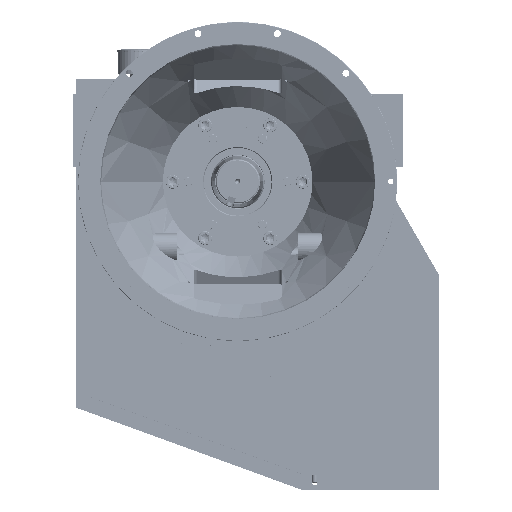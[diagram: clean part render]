
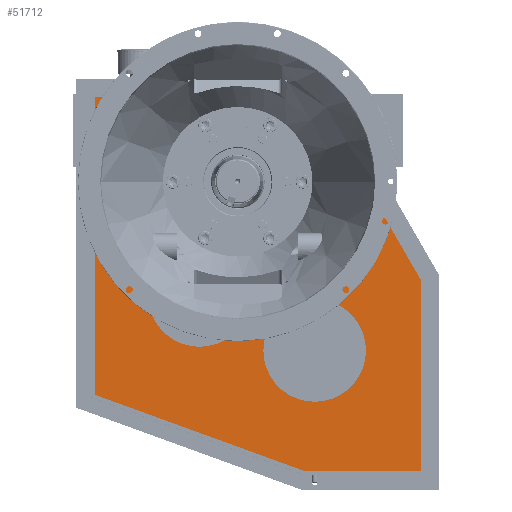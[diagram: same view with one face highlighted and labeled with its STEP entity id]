
A CAD part, top view. The second image highlights one B-rep face of the part: STEP entity #51712.
In plain terms, the highlighted planar face has unit normal (0, 0, 1).
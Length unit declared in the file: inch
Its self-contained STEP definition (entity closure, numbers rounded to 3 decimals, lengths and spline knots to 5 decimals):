
#4226 = AXIS2_PLACEMENT_3D ( 'NONE', #132307, #48152, #146403 ) ;
#4744 = CIRCLE ( 'NONE', #108652, 3.5 ) ;
#5463 = CIRCLE ( 'NONE', #53846, 5.25 ) ;
#6282 = LINE ( 'NONE', #87221, #34864 ) ;
#6826 = PLANE ( 'NONE',  #155070 ) ;
#10066 = CARTESIAN_POINT ( 'NONE',  ( -0.61959, -8.25, 8.685 ) ) ;
#11430 = VERTEX_POINT ( 'NONE', #51348 ) ;
#12110 = VERTEX_POINT ( 'NONE', #78710 ) ;
#13841 = CIRCLE ( 'NONE', #4226, 3.5 ) ;
#16038 = CIRCLE ( 'NONE', #157770, 5.25 ) ;
#17466 = VERTEX_POINT ( 'NONE', #95160 ) ;
#17973 = VERTEX_POINT ( 'NONE', #31786 ) ;
#18589 = DIRECTION ( 'NONE',  ( 0., 0., 1. ) ) ;
#19331 = ORIENTED_EDGE ( 'NONE', *, *, #168225, .F. ) ;
#19455 = LINE ( 'NONE', #90345, #89649 ) ;
#20876 = AXIS2_PLACEMENT_3D ( 'NONE', #162948, #78712, #177099 ) ;
#21951 = CARTESIAN_POINT ( 'NONE',  ( 7.25, -8.25, 8.685 ) ) ;
#22709 = EDGE_LOOP ( 'NONE', ( #62434, #136493, #95468, #122007, #19331, #79442 ) ) ;
#23839 = VERTEX_POINT ( 'NONE', #162610 ) ;
#24436 = CARTESIAN_POINT ( 'NONE',  ( 7.25, 4.78506, 8.685 ) ) ;
#25481 = VERTEX_POINT ( 'NONE', #101537 ) ;
#26491 = EDGE_CURVE ( 'NONE', #17973, #42126, #166249, .T. ) ;
#26731 = DIRECTION ( 'NONE',  ( 0., 0., -1. ) ) ;
#31786 = CARTESIAN_POINT ( 'NONE',  ( -10.5, 11.5, 8.685 ) ) ;
#34446 = CARTESIAN_POINT ( 'NONE',  ( -9.36231, 8.23635, 8.685 ) ) ;
#34864 = VECTOR ( 'NONE', #144437, 39.37008 ) ;
#35085 = DIRECTION ( 'NONE',  ( -1., 0., 0. ) ) ;
#38175 = EDGE_LOOP ( 'NONE', ( #176658, #134387, #151292, #57731, #113322, #121313, #90422, #47827 ) ) ;
#39331 = EDGE_CURVE ( 'NONE', #137865, #78652, #81829, .T. ) ;
#39845 = FACE_OUTER_BOUND ( 'NONE', #22709, .T. ) ;
#42126 = VERTEX_POINT ( 'NONE', #34446 ) ;
#42133 = CARTESIAN_POINT ( 'NONE',  ( 0., 0., 8.685 ) ) ;
#43135 = EDGE_CURVE ( 'NONE', #110888, #48803, #155389, .T. ) ;
#44189 = FACE_BOUND ( 'NONE', #38175, .T. ) ;
#44647 = VECTOR ( 'NONE', #122466, 39.37008 ) ;
#46102 = ORIENTED_EDGE ( 'NONE', *, *, #110977, .F. ) ;
#47827 = ORIENTED_EDGE ( 'NONE', *, *, #43135, .F. ) ;
#48152 = DIRECTION ( 'NONE',  ( 0., 0., 1. ) ) ;
#48548 = CARTESIAN_POINT ( 'NONE',  ( 0., 0., 8.685 ) ) ;
#48803 = VERTEX_POINT ( 'NONE', #80824 ) ;
#51348 = CARTESIAN_POINT ( 'NONE',  ( -15., 17.25, 8.685 ) ) ;
#51712 = ADVANCED_FACE ( 'NONE', ( #114473, #44189, #39845 ), #6826, .F. ) ;
#51778 = DIRECTION ( 'NONE',  ( 0., 0., 1. ) ) ;
#52333 = DIRECTION ( 'NONE',  ( 1., 0., 0. ) ) ;
#53241 = AXIS2_PLACEMENT_3D ( 'NONE', #160230, #76003, #174368 ) ;
#53846 = AXIS2_PLACEMENT_3D ( 'NONE', #80875, #179278, #95012 ) ;
#54547 = EDGE_CURVE ( 'NONE', #91974, #25481, #16038, .T. ) ;
#56161 = DIRECTION ( 'NONE',  ( -1., 0., 0. ) ) ;
#57368 = CARTESIAN_POINT ( 'NONE',  ( -4.60933, 5.07068, 8.685 ) ) ;
#57731 = ORIENTED_EDGE ( 'NONE', *, *, #179772, .F. ) ;
#61008 = DIRECTION ( 'NONE',  ( 0., 0., 1. ) ) ;
#61458 = EDGE_CURVE ( 'NONE', #48803, #109677, #163624, .T. ) ;
#62434 = ORIENTED_EDGE ( 'NONE', *, *, #83892, .F. ) ;
#62810 = CARTESIAN_POINT ( 'NONE',  ( -5.25, 11.5, 8.685 ) ) ;
#66441 = CARTESIAN_POINT ( 'NONE',  ( 0., 17.25, 8.685 ) ) ;
#67593 = EDGE_CURVE ( 'NONE', #23839, #167200, #81937, .T. ) ;
#69291 = DIRECTION ( 'NONE',  ( -1., 0., 0. ) ) ;
#76003 = DIRECTION ( 'NONE',  ( 0., 0., -1. ) ) ;
#76882 = DIRECTION ( 'NONE',  ( -1., 0., 0. ) ) ;
#78652 = VERTEX_POINT ( 'NONE', #24436 ) ;
#78710 = CARTESIAN_POINT ( 'NONE',  ( 3.5, 0., 8.685 ) ) ;
#78712 = DIRECTION ( 'NONE',  ( 0., 0., 1. ) ) ;
#79442 = ORIENTED_EDGE ( 'NONE', *, *, #39331, .F. ) ;
#80824 = CARTESIAN_POINT ( 'NONE',  ( -4.3486, 3.7451, 8.685 ) ) ;
#80875 = CARTESIAN_POINT ( 'NONE',  ( -5.25, 11.5, 8.685 ) ) ;
#81829 = LINE ( 'NONE', #178686, #114822 ) ;
#81937 = LINE ( 'NONE', #10066, #44647 ) ;
#83371 = CARTESIAN_POINT ( 'NONE',  ( 0., -8.25, 8.685 ) ) ;
#83892 = EDGE_CURVE ( 'NONE', #11430, #137865, #109201, .T. ) ;
#87221 = CARTESIAN_POINT ( 'NONE',  ( -15., 0., 8.685 ) ) ;
#87357 = CARTESIAN_POINT ( 'NONE',  ( -11.3486, 3.7451, 8.685 ) ) ;
#89649 = VECTOR ( 'NONE', #118700, 39.37008 ) ;
#90345 = CARTESIAN_POINT ( 'NONE',  ( 7.25, 0., 8.685 ) ) ;
#90422 = ORIENTED_EDGE ( 'NONE', *, *, #61458, .F. ) ;
#91233 = EDGE_CURVE ( 'NONE', #91756, #23839, #115633, .T. ) ;
#91756 = VERTEX_POINT ( 'NONE', #21951 ) ;
#91946 = VERTEX_POINT ( 'NONE', #152700 ) ;
#91974 = VERTEX_POINT ( 'NONE', #112129 ) ;
#95009 = AXIS2_PLACEMENT_3D ( 'NONE', #102639, #18589, #116806 ) ;
#95012 = DIRECTION ( 'NONE',  ( -1., 0., 0. ) ) ;
#95160 = CARTESIAN_POINT ( 'NONE',  ( -9.63516, 6.75479, 8.685 ) ) ;
#95468 = ORIENTED_EDGE ( 'NONE', *, *, #67593, .F. ) ;
#96461 = AXIS2_PLACEMENT_3D ( 'NONE', #110828, #26731, #124981 ) ;
#96568 = EDGE_CURVE ( 'NONE', #109677, #91974, #131660, .T. ) ;
#97970 = CARTESIAN_POINT ( 'NONE',  ( 0.05337, 17.25, 8.685 ) ) ;
#101537 = CARTESIAN_POINT ( 'NONE',  ( 0., 11.5, 8.685 ) ) ;
#102432 = EDGE_CURVE ( 'NONE', #17466, #110888, #13841, .T. ) ;
#102639 = CARTESIAN_POINT ( 'NONE',  ( -7.8486, 3.7451, 8.685 ) ) ;
#108652 = AXIS2_PLACEMENT_3D ( 'NONE', #42133, #140349, #56161 ) ;
#109201 = LINE ( 'NONE', #66441, #142153 ) ;
#109578 = EDGE_CURVE ( 'NONE', #91946, #12110, #4744, .T. ) ;
#109677 = VERTEX_POINT ( 'NONE', #57368 ) ;
#110828 = CARTESIAN_POINT ( 'NONE',  ( -3.68383, 5.44941, 8.685 ) ) ;
#110888 = VERTEX_POINT ( 'NONE', #87357 ) ;
#110977 = EDGE_CURVE ( 'NONE', #12110, #91946, #160375, .T. ) ;
#112129 = CARTESIAN_POINT ( 'NONE',  ( -3.93442, 6.41751, 8.685 ) ) ;
#113322 = ORIENTED_EDGE ( 'NONE', *, *, #54547, .F. ) ;
#114473 = FACE_BOUND ( 'NONE', #127881, .T. ) ;
#114822 = VECTOR ( 'NONE', #122809, 39.37008 ) ;
#115633 = LINE ( 'NONE', #83371, #177186 ) ;
#116806 = DIRECTION ( 'NONE',  ( -1., 0., 0. ) ) ;
#118700 = DIRECTION ( 'NONE',  ( 0., -1., 0. ) ) ;
#121313 = ORIENTED_EDGE ( 'NONE', *, *, #96568, .F. ) ;
#122007 = ORIENTED_EDGE ( 'NONE', *, *, #91233, .F. ) ;
#122466 = DIRECTION ( 'NONE',  ( -0.94, 0.342, 0. ) ) ;
#122809 = DIRECTION ( 'NONE',  ( 0.5, -0.866, 0. ) ) ;
#124981 = DIRECTION ( 'NONE',  ( 1., 0., 0. ) ) ;
#125331 = ORIENTED_EDGE ( 'NONE', *, *, #109578, .F. ) ;
#125860 = EDGE_CURVE ( 'NONE', #167200, #11430, #6282, .T. ) ;
#127881 = EDGE_LOOP ( 'NONE', ( #125331, #46102 ) ) ;
#131660 = CIRCLE ( 'NONE', #96461, 1. ) ;
#132307 = CARTESIAN_POINT ( 'NONE',  ( -7.8486, 3.7451, 8.685 ) ) ;
#132701 = DIRECTION ( 'NONE',  ( 0., 0., -1. ) ) ;
#134387 = ORIENTED_EDGE ( 'NONE', *, *, #175964, .F. ) ;
#135952 = CARTESIAN_POINT ( 'NONE',  ( -7.8486, 3.7451, 8.685 ) ) ;
#136493 = ORIENTED_EDGE ( 'NONE', *, *, #125860, .F. ) ;
#137518 = CARTESIAN_POINT ( 'NONE',  ( -15., -3.01596, 8.685 ) ) ;
#137865 = VERTEX_POINT ( 'NONE', #97970 ) ;
#140349 = DIRECTION ( 'NONE',  ( 0., 0., 1. ) ) ;
#142153 = VECTOR ( 'NONE', #52333, 39.37008 ) ;
#144437 = DIRECTION ( 'NONE',  ( 0., 1., 0. ) ) ;
#145191 = CARTESIAN_POINT ( 'NONE',  ( 0., 0., 8.685 ) ) ;
#146403 = DIRECTION ( 'NONE',  ( -1., 0., 0. ) ) ;
#150058 = DIRECTION ( 'NONE',  ( -1., 0., 0. ) ) ;
#151292 = ORIENTED_EDGE ( 'NONE', *, *, #26491, .F. ) ;
#152700 = CARTESIAN_POINT ( 'NONE',  ( -3.5, 0., 8.685 ) ) ;
#155070 = AXIS2_PLACEMENT_3D ( 'NONE', #48548, #132701, #35085 ) ;
#155389 = CIRCLE ( 'NONE', #178751, 3.5 ) ;
#157770 = AXIS2_PLACEMENT_3D ( 'NONE', #62810, #161123, #76882 ) ;
#159344 = DIRECTION ( 'NONE',  ( -1., 0., 0. ) ) ;
#160230 = CARTESIAN_POINT ( 'NONE',  ( -10.1456, 7.6147, 8.685 ) ) ;
#160375 = CIRCLE ( 'NONE', #160562, 3.5 ) ;
#160562 = AXIS2_PLACEMENT_3D ( 'NONE', #145191, #61008, #159344 ) ;
#161123 = DIRECTION ( 'NONE',  ( 0., 0., 1. ) ) ;
#162610 = CARTESIAN_POINT ( 'NONE',  ( -0.61959, -8.25, 8.685 ) ) ;
#162948 = CARTESIAN_POINT ( 'NONE',  ( -5.25, 11.5, 8.685 ) ) ;
#163624 = CIRCLE ( 'NONE', #95009, 3.5 ) ;
#166249 = CIRCLE ( 'NONE', #20876, 5.25 ) ;
#167200 = VERTEX_POINT ( 'NONE', #137518 ) ;
#168225 = EDGE_CURVE ( 'NONE', #78652, #91756, #19455, .T. ) ;
#174368 = DIRECTION ( 'NONE',  ( -1., 0., 0. ) ) ;
#175640 = CIRCLE ( 'NONE', #53241, 1. ) ;
#175964 = EDGE_CURVE ( 'NONE', #42126, #17466, #175640, .T. ) ;
#176658 = ORIENTED_EDGE ( 'NONE', *, *, #102432, .F. ) ;
#177099 = DIRECTION ( 'NONE',  ( -1., 0., 0. ) ) ;
#177186 = VECTOR ( 'NONE', #69291, 39.37008 ) ;
#178686 = CARTESIAN_POINT ( 'NONE',  ( 0.05337, 17.25, 8.685 ) ) ;
#178751 = AXIS2_PLACEMENT_3D ( 'NONE', #135952, #51778, #150058 ) ;
#179278 = DIRECTION ( 'NONE',  ( 0., 0., 1. ) ) ;
#179772 = EDGE_CURVE ( 'NONE', #25481, #17973, #5463, .T. ) ;
